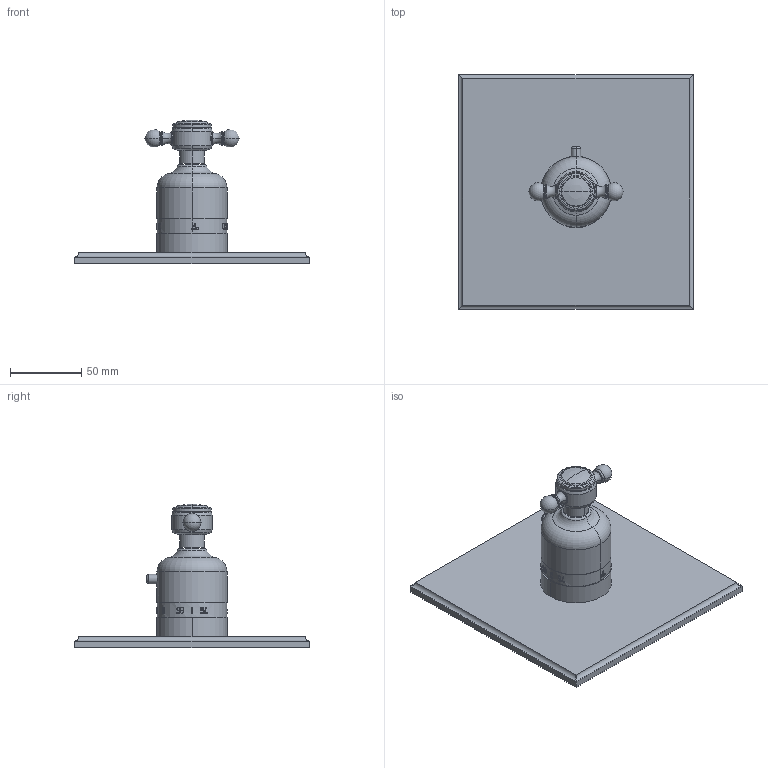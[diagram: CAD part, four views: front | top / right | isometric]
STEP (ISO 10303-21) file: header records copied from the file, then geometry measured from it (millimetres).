
FILE_DESCRIPTION((''),'2;1');
FILE_NAME('3-1034TS','2020-12-02T13:56:14',('jinson.thomas'),(''),'CREO PARAMETRIC BY PTC INC, 2018400','CREO PARAMETRIC BY PTC INC, 2018400','');
FILE_SCHEMA(('CONFIG_CONTROL_DESIGN'));
Length unit declared in the file: inch
Products named in the file (1): 3-1034TS
Bounding box: 165.1 x 165.1 x 101.07 mm (x, y, z)
Volume: 335800 mm3; surface area: 71602.9 mm2
Topology: 1 solids, 1 shells, 442 faces, 1194 edges, 770 vertices
Faces by surface type: plane 341, cylinder 49, torus 26, cone 14, sphere 8, bspline 4
Entity records: 14130 total; most frequent: CARTESIAN_POINT 3702, ORIENTED_EDGE 2372, DIRECTION 1870, EDGE_CURVE 1186, VERTEX_POINT 770, AXIS2_PLACEMENT_3D 686, VECTOR 498, LINE 498
